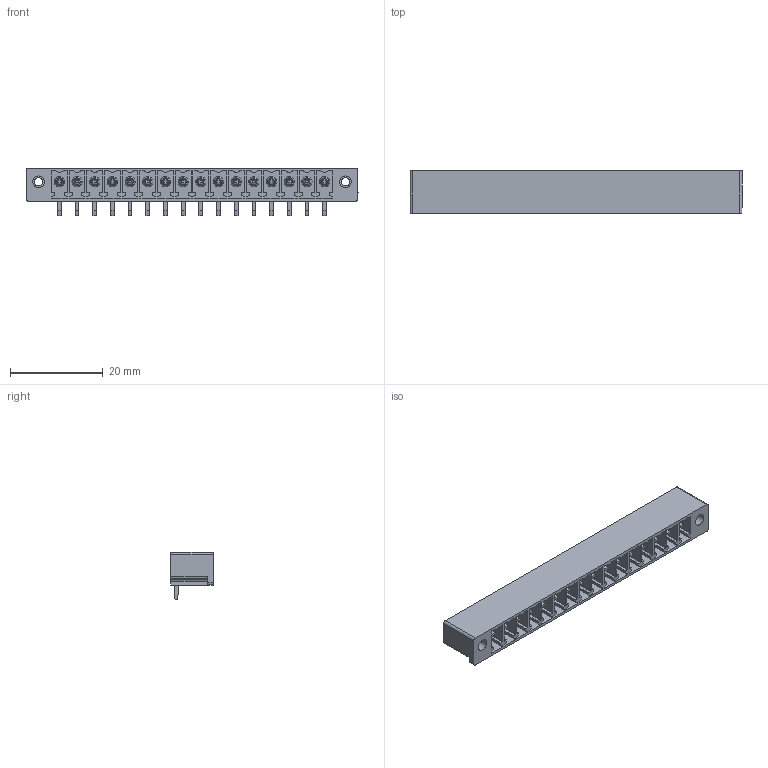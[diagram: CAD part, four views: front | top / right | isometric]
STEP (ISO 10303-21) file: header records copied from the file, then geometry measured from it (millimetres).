
FILE_DESCRIPTION(('CATIA V5 STEP Exchange','CAx-IF Rec.Pracs.--- Model Styling and Organization---1.2---2011-12-15'),'2;1');
FILE_NAME ('D1447401_0', '2018-10-16T09:37:53+00:00', ('none'), ('Weidmueller'), 'CATIA Version 5-6 Release 2014', 'CATIA V5 STEP AP214', 'none');
FILE_SCHEMA(('AUTOMOTIVE_DESIGN { 1 0 10303 214 1 1 1 1 }'));
Length unit declared in the file: millimetre
Products named in the file (1): 1037150000
Bounding box: 71.55 x 9.2 x 10.3 mm (x, y, z)
Volume: 2174 mm3; surface area: 6252.1 mm2
Topology: 17 solids, 17 shells, 1062 faces, 2978 edges, 1984 vertices
Faces by surface type: plane 946, cylinder 48, cone 36, torus 32
Entity records: 30364 total; most frequent: ORIENTED_EDGE 5956, CARTESIAN_POINT 5398, DIRECTION 3830, EDGE_CURVE 2978, VECTOR 2750, LINE 2750, VERTEX_POINT 1984, EDGE_LOOP 1132
